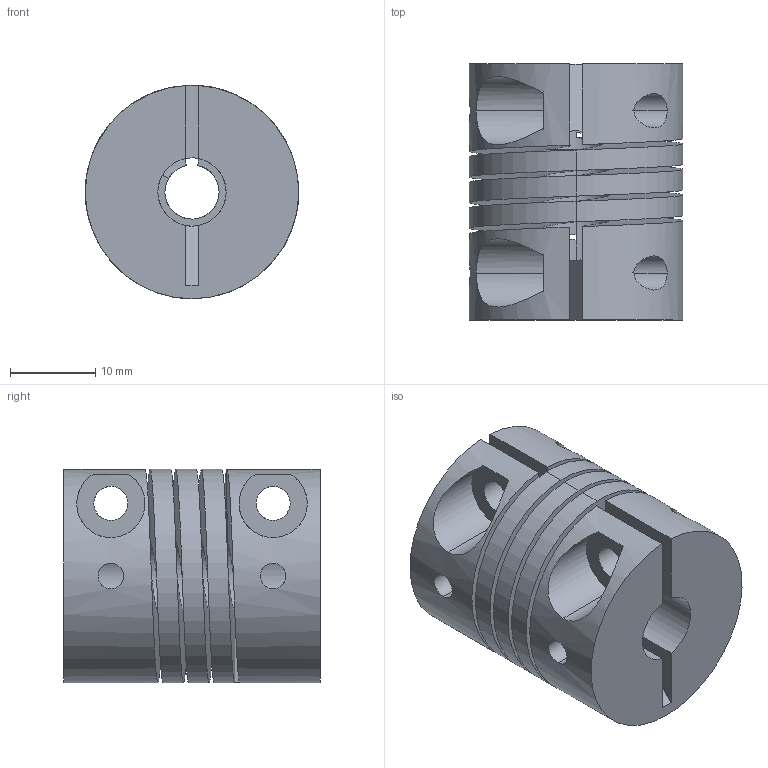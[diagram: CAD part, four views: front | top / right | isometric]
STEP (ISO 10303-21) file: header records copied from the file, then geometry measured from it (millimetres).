
FILE_DESCRIPTION (( 'STEP AP203' ), '1' );
FILE_NAME ('Copler_6.35mm_8mm.STEP', '2022-04-25T12:07:18', ( '' ), ( '' ), 'SwSTEP 2.0', 'SolidWorks 2019', '' );
FILE_SCHEMA (( 'CONFIG_CONTROL_DESIGN' ));
Length unit declared in the file: millimetre
Products named in the file (1): Copler_6.35mm_8mm
Bounding box: 25 x 30 x 25 mm (x, y, z)
Volume: 11075.7 mm3; surface area: 8130.3 mm2
Topology: 1 solids, 1 shells, 59 faces, 159 edges, 104 vertices
Faces by surface type: cylinder 36, plane 19, bspline 4
Entity records: 3292 total; most frequent: CARTESIAN_POINT 1872, ORIENTED_EDGE 318, DIRECTION 232, EDGE_CURVE 159, VERTEX_POINT 104, AXIS2_PLACEMENT_3D 84, EDGE_LOOP 73, LINE 64
